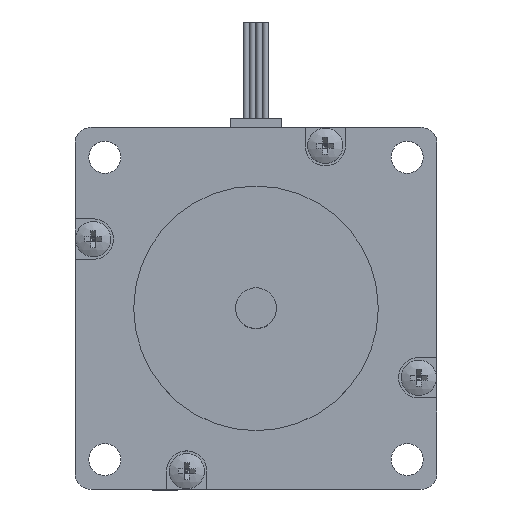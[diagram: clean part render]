
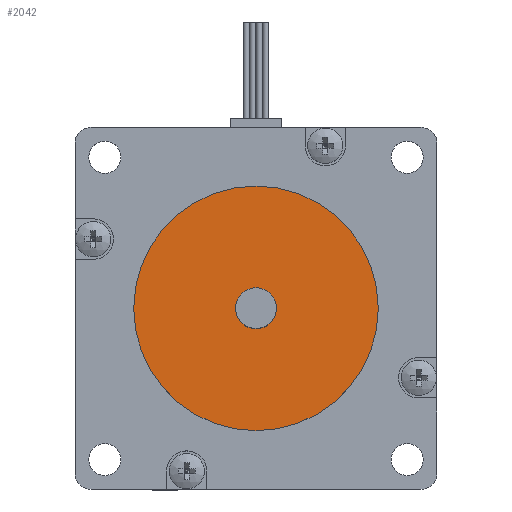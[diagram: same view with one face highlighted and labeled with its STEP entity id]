
A CAD part, top view. The second image highlights one B-rep face of the part: STEP entity #2042.
In plain terms, the highlighted planar face has unit normal (0, 0, 1).
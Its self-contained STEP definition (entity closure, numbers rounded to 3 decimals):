
#2019=CARTESIAN_POINT('',(19.05,0.,10.6));
#2020=VERTEX_POINT('',#2019);
#2021=CARTESIAN_POINT('',(0.0,0.0,10.6));
#2022=DIRECTION('',(0.0,0.0,-1.0));
#2023=DIRECTION('',(-1.0,0.0,0.0));
#2024=AXIS2_PLACEMENT_3D('',#2021,#2022,#2023);
#2025=CIRCLE('',#2024,19.05);
#2026=EDGE_CURVE('',#2020,#2020,#2025,.T.);
#2034=CARTESIAN_POINT('',(0.0,0.0,10.6));
#2035=DIRECTION('',(0.0,0.0,-1.0));
#2036=DIRECTION('',(-1.0,0.0,0.0));
#2037=AXIS2_PLACEMENT_3D('',#2034,#2035,#2036);
#2038=PLANE('',#2037);
#2039=ORIENTED_EDGE('',*,*,#2026,.F.);
#2040=EDGE_LOOP('',(#2039));
#2041=FACE_OUTER_BOUND('',#2040,.T.);
#2042=ADVANCED_FACE('',(#2041),#2038,.F.);
